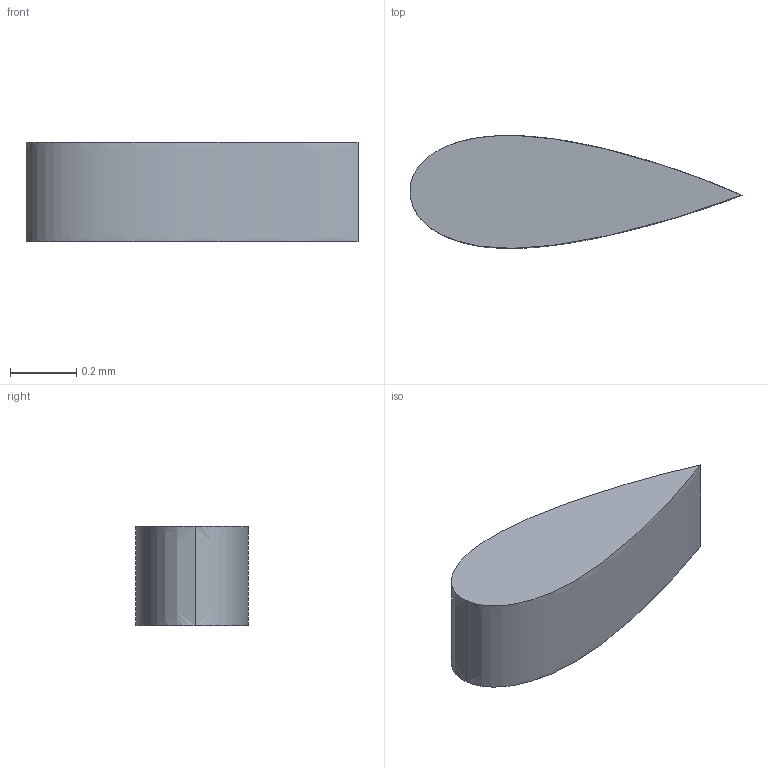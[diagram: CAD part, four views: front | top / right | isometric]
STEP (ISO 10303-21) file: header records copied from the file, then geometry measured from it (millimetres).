
FILE_DESCRIPTION(('Open CASCADE Model'),'2;1');
FILE_NAME('Open CASCADE Shape Model','2026-01-24T20:44:35',('Author'),( 'Open CASCADE'),'Open CASCADE STEP processor 7.8','Open CASCADE 7.8' ,'Unknown');
FILE_SCHEMA(('AUTOMOTIVE_DESIGN { 1 0 10303 214 1 1 1 1 }'));
Length unit declared in the file: millimetre
Products named in the file (3): Open CASCADE STEP translator 7.8 2; Open CASCADE STEP translator 7.8 2.1; Open CASCADE STEP translator 7.8 2.2
Assembly tree (2 placements, depth 2):
  Open CASCADE STEP translator 7.8 2
    Open CASCADE STEP translator 7.8 2.1
    Open CASCADE STEP translator 7.8 2.2
Bounding box: 1 x 0.34 x 0.3 mm (x, y, z)
Volume: 0.1 mm3; surface area: 1.1 mm2
Topology: 1 solids, 1 shells, 4 faces, 6 edges, 162 vertices
Faces by surface type: extrusion 2, plane 2
Entity records: 1177 total; most frequent: CARTESIAN_POINT 1007, DIRECTION 22, ORIENTED_EDGE 12, VECTOR 12, PCURVE 12, DEFINITIONAL_REPRESENTATION 12, LINE 10, B_SPLINE_CURVE_WITH_KNOTS 10
